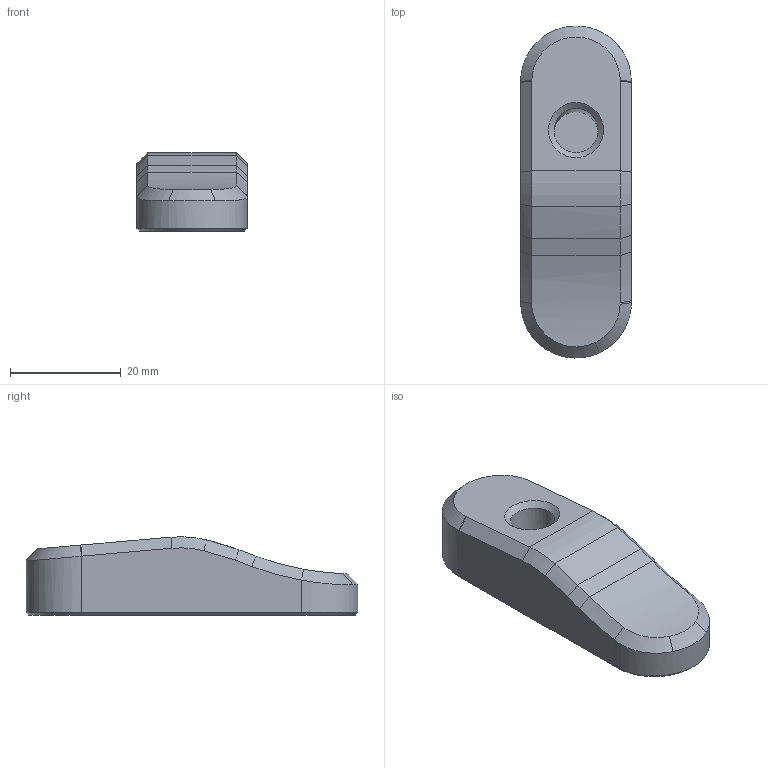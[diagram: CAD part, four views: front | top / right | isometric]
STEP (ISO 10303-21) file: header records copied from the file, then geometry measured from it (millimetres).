
FILE_DESCRIPTION(/* description */ (''),/* implementation_level */ '2;1');
FILE_NAME(/* name */ 'Spool Carrier Bracket .step',/* time_stamp */ '2019-07-31T13:23:49+01:00',/* author */ (''),/* organization */ (''),/* preprocessor_version */ 'ST-DEVELOPER v18',/* originating_system */ 'Autodesk Translation Framework v8.2.0.1029',/* authorisation */ '');
FILE_SCHEMA (('AUTOMOTIVE_DESIGN { 1 0 10303 214 3 1 1 }'));
Length unit declared in the file: millimetre
Products named in the file (2): Spool Carrier Bracket; Spool Carrier
Assembly tree (1 placements, depth 2):
  Spool Carrier Bracket
    Spool Carrier
Bounding box: 20 x 60 x 14.17 mm (x, y, z)
Volume: 12302.6 mm3; surface area: 3935.8 mm2
Topology: 1 solids, 1 shells, 40 faces, 86 edges, 51 vertices
Faces by surface type: plane 14, bspline 10, cone 8, cylinder 8
Full cylindrical faces by diameter (mm): 2.5 x2, 8 x1
Entity records: 1358 total; most frequent: CARTESIAN_POINT 487, ORIENTED_EDGE 172, DIRECTION 151, EDGE_CURVE 86, AXIS2_PLACEMENT_3D 53, VERTEX_POINT 51, LINE 45, VECTOR 45
